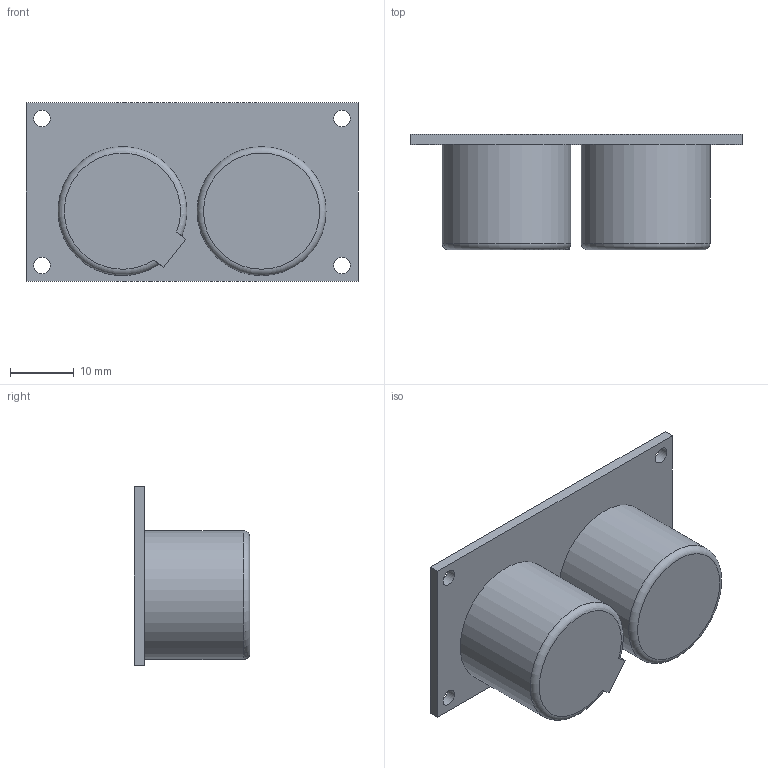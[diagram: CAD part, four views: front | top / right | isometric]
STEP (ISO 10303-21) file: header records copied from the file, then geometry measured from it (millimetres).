
FILE_DESCRIPTION(/* description */ (''),/* implementation_level */ '2;1');
FILE_NAME(/* name */ 'AFE-2WAY v5.step',/* time_stamp */ '2023-10-24T20:22:53+02:00',/* author */ (''),/* organization */ (''),/* preprocessor_version */ 'ST-DEVELOPER v20',/* originating_system */ 'Autodesk Translation Framework v12.9.0.99',/* authorisation */ '');
FILE_SCHEMA (('AUTOMOTIVE_DESIGN { 1 0 10303 214 3 1 1 }'));
Length unit declared in the file: millimetre
Products named in the file (1): AFE-2WAY
Bounding box: 52 x 18.1 x 28 mm (x, y, z)
Volume: 12895.8 mm3; surface area: 5244.9 mm2
Topology: 1 solids, 1 shells, 19 faces, 45 edges, 30 vertices
Faces by surface type: plane 11, cylinder 6, torus 2
Full cylindrical faces by diameter (mm): 2.6 x4, 20.2 x1
Entity records: 618 total; most frequent: CARTESIAN_POINT 113, DIRECTION 99, ORIENTED_EDGE 90, EDGE_CURVE 45, AXIS2_PLACEMENT_3D 36, VERTEX_POINT 30, EDGE_LOOP 29, LINE 27
